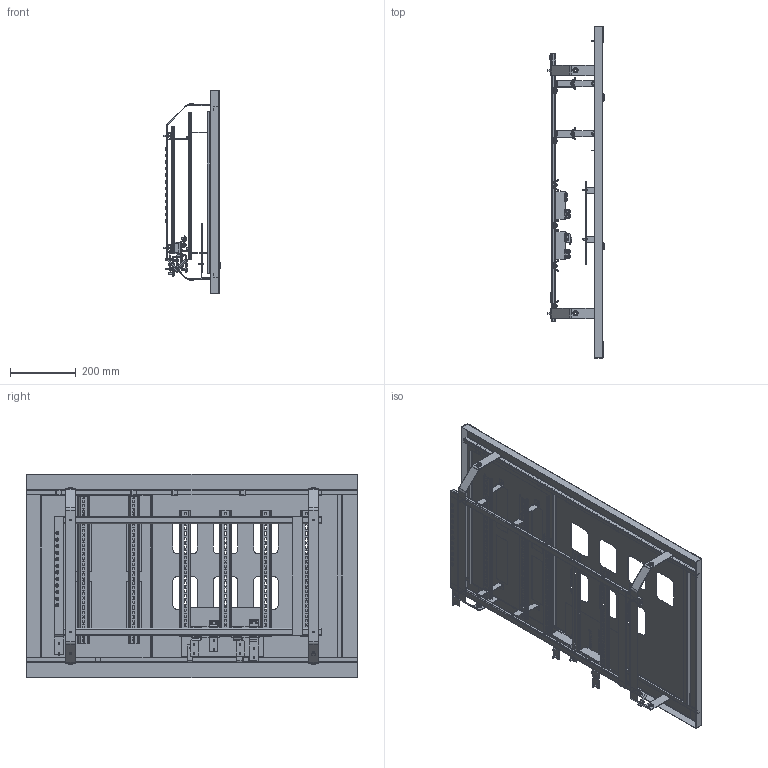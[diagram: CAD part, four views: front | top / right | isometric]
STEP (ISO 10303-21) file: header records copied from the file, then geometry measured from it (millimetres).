
FILE_DESCRIPTION (( 'STEP AP203' ), '1' );
FILE_NAME ('mb10-v-7r ÙÝ7 êâ. áåç ñëàáîò.îòñåêà.STEP', '2021-11-25T13:31:21', ( '' ), ( '' ), 'SwSTEP 2.0', 'SolidWorks 2021', '' );
FILE_SCHEMA (( 'CONFIG_CONTROL_DESIGN' ));
Length unit declared in the file: metre
Products named in the file (56): Ãàéêà; 欼7.00.00.006 扰鍙欙樥燲00; ÙÝ7.10.00.001 Èçîëÿòîð_00; Ãàéêà ÃÎÑÒ 5927-70_8.6G.8; 佥7.02.00.001 拟屦黖00; 佥7.02.01.000 拟屦黖00; Âèíò Ì5 ÃÎÑÒ17473-78_5å12; ﾙﾝﾐ7.03.00.001 ﾄ粢_03 劑 7 ｪ｢.; pan head cross recess screw_din_ISO 7045 - M4 x 6 - Z --- 6N; 剒蜲錪 45擤; 欼7.10.00.003 栴鍕趌00; ﾙﾝﾐ5.01.00.002 ﾏⅰ褞褶竟濱00; ÙÝ7.00.00.004 Ãàéêà çàêëàäíàÿ_00; ﾙﾝﾐ7.03.01.000 ﾄ粢_03 劑 7 ｪ｢.; ﾙﾝﾐ5.01.00.004 ﾊ煇鳫_00; Âèíò Ì4 ÃÎÑÒ17473-78_4å16; 剒蜲錪 52擤; Âíóòðåííåå òåëî çàìêà; Ïðîêëàäêà ìåòàëëè÷åñêàÿ 2; ÙÝÐ5.01.00.000 Êàðêàñ_00; ÙÝ7.01.00.006 Ïåòëÿ_00; ÙÝ7.10.00.000 Êîëîäêà PE è N ñáîðíàÿ_00; ���7.03.00.000 ����� �������� ������_03 �� 7 ��.; ÙÝ7.11.00.000 Êîëîäêà PE è N ñáîðíàÿ_01; Äèí-ðåéêà TS 35õ7,5_385; 欼7.10.00.004 砎鳽鳻_00; Washer 6402_3_gost_丐ｩ｡ 2 6 ヮ葬 6402-70; Øïëèíò ÃÎÑÒ 397-79_2å16.016; ÙÝ7.01.00.001 Ñòîéêà âåðòèêàëüíàÿ_00; Äèí-ðåéêà TS 35õ7,5_450; ÙÝ7.10.00.002 Øèíêà N_00; Òåëî çàìêà; Áîëò Ì8 ÃÎÑÒ 7798-70_Œ8å40 8.8.; ÙÝÐ5.01.00.003 Óãîëîê_00; ÙÝ7.11.00.005 Øèíêà PE_01; 佥7.00.00.001 脏朦囗咫黖00; Ïðîêëàäêà; ﾘ琺矜 65ﾃ 019 ﾃﾎﾑﾒ 6402-70_8; 欼7.00.00.005 扰鍙欙樥燲00; ﾙﾝﾐ7.00.00.000 ﾙ頸 跫隆_03 劑 7 ｪ｢. ...
Assembly tree (174 placements, depth 5):
  mb10-v-7r ÙÝ7 êâ. áåç ñëàáîò.îòñåêà
    ﾙﾝﾐ7.00.00.000 ﾙ頸 跫隆_03 劑 7 ｪ｢.
      ÙÝÐ5.01.00.000 Êàðêàñ_00
        ÙÝ7.01.00.001 Ñòîéêà âåðòèêàëüíàÿ_00  x2
        ﾙﾝﾐ5.01.00.002 ﾏⅰ褞褶竟濱00  x2
        ﾙﾝﾐ5.01.00.004 ﾊ煇鳫_00  x2
        ÙÝ7.01.00.006 Ïåòëÿ_00  x5
        ÙÝÐ5.01.00.003 Óãîëîê_00  x2
      ÙÝ7.02.00.000 Äâåðü ðàñïðåäåëèòåëüíîãî îòñåêà._00
        佥7.02.01.000 拟屦黖00
          佥7.02.00.001 拟屦黖00
          欼7.02.00.002 栴鍕趌00  x2
        ����� ��������_������ 45��
          Òåëî çàìêà
          Ïðîêëàäêà ìåòàëëè÷åñêàÿ
          剒蜲錪 45擤
          Washer 6402_3_gost_丐ｩ｡ 2 6 ヮ葬 6402-70
          Ïðîêëàäêà
          pan head cross recess screw_din_ISO 7045 - M4 x 6 - Z --- 6N
          Ïðîêëàäêà ìåòàëëè÷åñêàÿ 2
          Ãàéêà
          Âíóòðåííåå òåëî çàìêà
          剒蜲錪 52擤
      ���7.03.00.000 ����� �������� ������_03 �� 7 ��.
        ﾙﾝﾐ7.03.01.000 ﾄ粢_03 劑 7 ｪ｢.
          ﾙﾝﾐ7.03.00.001 ﾄ粢_03 劑 7 ｪ｢.
          欼7.02.00.002 栴鍕趌00  x3
        ����� ��������_������ 45��
          Òåëî çàìêà
          Ïðîêëàäêà ìåòàëëè÷åñêàÿ
          剒蜲錪 45擤
          Washer 6402_3_gost_丐ｩ｡ 2 6 ヮ葬 6402-70
          Ïðîêëàäêà
          pan head cross recess screw_din_ISO 7045 - M4 x 6 - Z --- 6N
          Ïðîêëàäêà ìåòàëëè÷åñêàÿ 2
          Ãàéêà
          Âíóòðåííåå òåëî çàìêà
          剒蜲錪 52擤
      ÙÝ7.05.00.000 Ðàìà ìîíòàæíàÿ_00
        佥7.05.00.001 橡铘桦黖00  x2
        ÙÝ7.05.00.002 Ïëàñòèíà ïîïåðå÷íàÿ_00
        ÙÝ7.05.00.003 Ïëàñòèíà ïîïåðå÷íàÿ_00
      ÙÝ7.00.00.002 Ýêðàí çàùèòíûé_00
      ÙÝ7.00.00.004 Ãàéêà çàêëàäíàÿ_00  x14
      欼7.00.00.005 扰鍙欙樥燲00  x4
      欼7.00.00.006 扰鍙欙樥燲00  x4
      佥7.00.00.001 脏朦囗咫黖00
      ÙÝ7.10.00.000 Êîëîäêà PE è N ñáîðíàÿ_00
        ÙÝ7.10.00.001 Èçîëÿòîð_00
        ÙÝ7.10.00.005 Øèíêà PE_00
        ÙÝ7.10.00.002 Øèíêà N_00
        欼7.10.00.003 栴鍕趌00  x2
        Âèíò Ì5 ÃÎÑÒ17473-78_5å16  x4
        Âèíò Ì4 ÃÎÑÒ17473-78_4å16
        ﾘ琺矜 01.019 ﾃﾎﾑﾒ11371-78_4
        ﾘ琺矜 01.019 ﾃﾎﾑﾒ11371-78_5  x2
        欼7.10.00.004 砎鳽鳻_00  x4
        Âèíò Ì5 ÃÎÑÒ17473-78_5å12  x6
      ÙÝ7.11.00.000 Êîëîäêà PE è N ñáîðíàÿ_01
        ÙÝ7.10.00.001 Èçîëÿòîð_00
Bounding box: 171.9 x 1010 x 620 mm (x, y, z)
Volume: 1525934.3 mm3; surface area: 2643188.7 mm2
Topology: 173 solids, 173 shells, 4129 faces, 10156 edges, 6487 vertices
Faces by surface type: plane 2176, cylinder 1479, cone 228, sphere 104, torus 90, bspline 52
Entity records: 62082 total; most frequent: CARTESIAN_POINT 14157, DIRECTION 8134, ORIENTED_EDGE 7990, EDGE_CURVE 3995, AXIS2_PLACEMENT_3D 2906, VERTEX_POINT 2676, LINE 2322, VECTOR 2322
